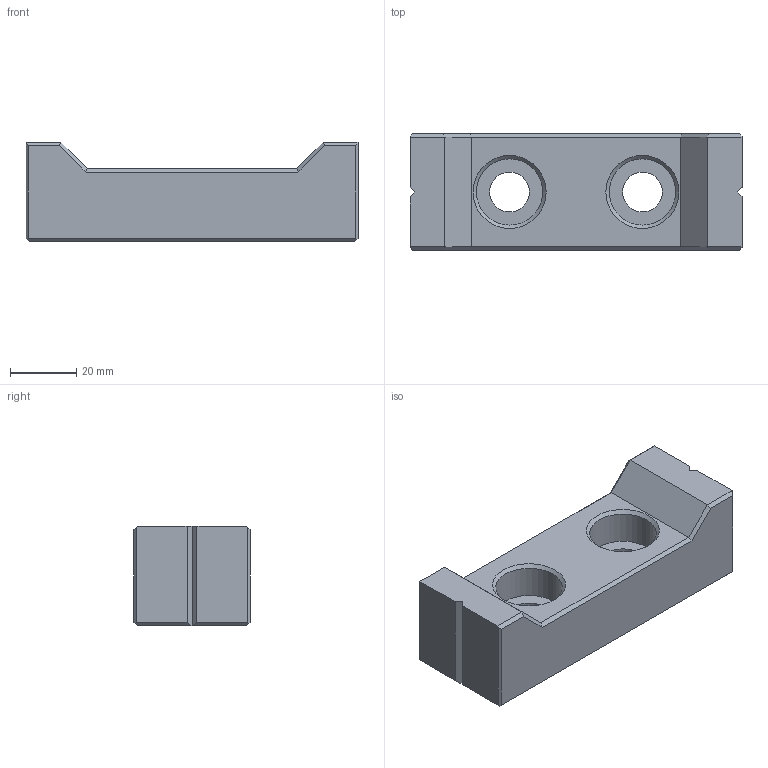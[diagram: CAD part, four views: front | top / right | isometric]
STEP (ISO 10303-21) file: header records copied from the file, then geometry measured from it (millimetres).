
FILE_DESCRIPTION( ( 'Unknown' ), '1' );
FILE_NAME( 'CP29-12100-G.stp', 'Unknown', ( 'Unknown' ), ( 'Unknown' ), 'XStep 1.0', 'Unknown', ' ' );
FILE_SCHEMA( ( 'CONFIG_CONTROL_DESIGN' ) );
Length unit declared in the file: millimetre
Products named in the file (1): 1
Bounding box: 100 x 35 x 30 mm (x, y, z)
Volume: 75214.9 mm3; surface area: 15575.4 mm2
Topology: 1 solids, 1 shells, 46 faces, 118 edges, 76 vertices
Faces by surface type: plane 38, cylinder 4, cone 4
Full cylindrical faces by diameter (mm): 12 x2, 20 x2
Entity records: 1346 total; most frequent: CARTESIAN_POINT 225, DIRECTION 212, ORIENTED_EDGE 212, EDGE_CURVE 106, LINE 94, VECTOR 94, VERTEX_POINT 72, EDGE_LOOP 60
